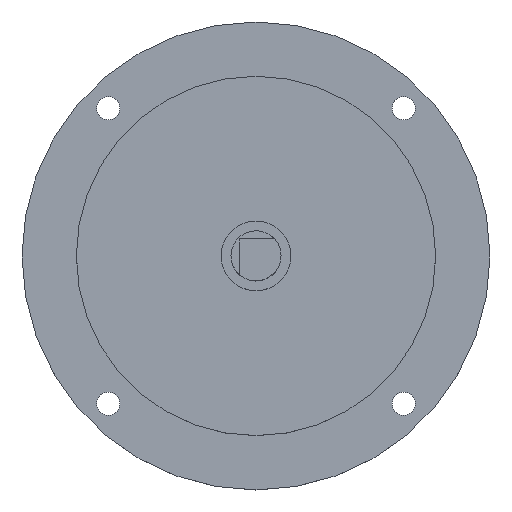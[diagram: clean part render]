
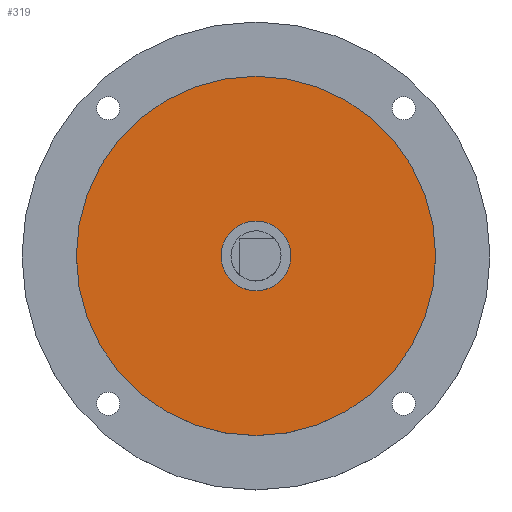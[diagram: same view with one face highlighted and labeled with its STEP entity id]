
A CAD part, top view. The second image highlights one B-rep face of the part: STEP entity #319.
In plain terms, the highlighted planar face has unit normal (0, 0, 1).
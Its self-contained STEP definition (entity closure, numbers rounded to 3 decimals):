
#73 = VERTEX_POINT ( 'NONE', #752 ) ;
#95 = EDGE_CURVE ( 'NONE', #96, #97, #600, .T. ) ;
#96 = VERTEX_POINT ( 'NONE', #601 ) ;
#97 = VERTEX_POINT ( 'NONE', #596 ) ;
#133 = EDGE_CURVE ( 'NONE', #73, #134, #707, .T. ) ;
#134 = VERTEX_POINT ( 'NONE', #702 ) ;
#205 = ORIENTED_EDGE ( 'NONE', *, *, #208, .T. ) ;
#208 = EDGE_CURVE ( 'NONE', #97, #96, #1022, .T. ) ;
#216 = ORIENTED_EDGE ( 'NONE', *, *, #95, .T. ) ;
#217 = EDGE_LOOP ( 'NONE', ( #241, #260 ) ) ;
#241 = ORIENTED_EDGE ( 'NONE', *, *, #259, .F. ) ;
#259 = EDGE_CURVE ( 'NONE', #134, #73, #1020, .T. ) ;
#260 = ORIENTED_EDGE ( 'NONE', *, *, #133, .F. ) ;
#319 = ADVANCED_FACE ( 'NONE', ( #968, #964 ), #963, .T. ) ;
#320 = EDGE_LOOP ( 'NONE', ( #205, #216 ) ) ;
#596 = CARTESIAN_POINT ( 'NONE',  ( -43., 0., 44. ) ) ;
#597 = DIRECTION ( 'NONE',  ( 1., 0., 0. ) ) ;
#598 = DIRECTION ( 'NONE',  ( 0., 0., 1. ) ) ;
#599 = AXIS2_PLACEMENT_3D ( 'NONE', #627, #598, #597 ) ;
#600 = CIRCLE ( 'NONE', #599, 43. ) ;
#601 = CARTESIAN_POINT ( 'NONE',  ( 43., 0., 44. ) ) ;
#627 = CARTESIAN_POINT ( 'NONE',  ( 0., 0., 44. ) ) ;
#702 = CARTESIAN_POINT ( 'NONE',  ( -8.339, 0., 44. ) ) ;
#703 = DIRECTION ( 'NONE',  ( 1., 0., 0. ) ) ;
#704 = DIRECTION ( 'NONE',  ( 0., 0., 1. ) ) ;
#705 = CARTESIAN_POINT ( 'NONE',  ( 0., 0., 44. ) ) ;
#706 = AXIS2_PLACEMENT_3D ( 'NONE', #705, #704, #703 ) ;
#707 = CIRCLE ( 'NONE', #706, 8.339 ) ;
#752 = CARTESIAN_POINT ( 'NONE',  ( 8.339, 0., 44. ) ) ;
#833 = DIRECTION ( 'NONE',  ( 0., 0., 1. ) ) ;
#834 = CARTESIAN_POINT ( 'NONE',  ( 0., 0., 44. ) ) ;
#835 = AXIS2_PLACEMENT_3D ( 'NONE', #834, #833, #846 ) ;
#846 = DIRECTION ( 'NONE',  ( 1., 0., 0. ) ) ;
#870 = DIRECTION ( 'NONE',  ( 1., 0., 0. ) ) ;
#896 = CARTESIAN_POINT ( 'NONE',  ( 0., 0., 44. ) ) ;
#959 = DIRECTION ( 'NONE',  ( 0., 0., 1. ) ) ;
#960 = CARTESIAN_POINT ( 'NONE',  ( 0., 0., 44. ) ) ;
#962 = AXIS2_PLACEMENT_3D ( 'NONE', #960, #959, #870 ) ;
#963 = PLANE ( 'NONE',  #962 ) ;
#964 = FACE_BOUND ( 'NONE', #217, .T. ) ;
#968 = FACE_OUTER_BOUND ( 'NONE', #320, .T. ) ;
#1017 = DIRECTION ( 'NONE',  ( 1., 0., 0. ) ) ;
#1018 = DIRECTION ( 'NONE',  ( 0., 0., 1. ) ) ;
#1019 = AXIS2_PLACEMENT_3D ( 'NONE', #896, #1018, #1017 ) ;
#1020 = CIRCLE ( 'NONE', #1019, 8.339 ) ;
#1022 = CIRCLE ( 'NONE', #835, 43. ) ;
